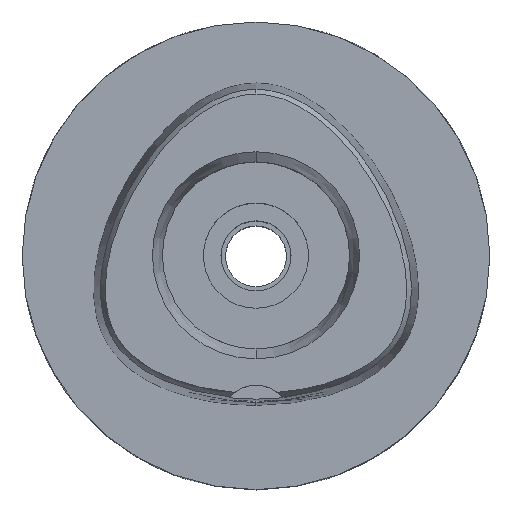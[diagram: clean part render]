
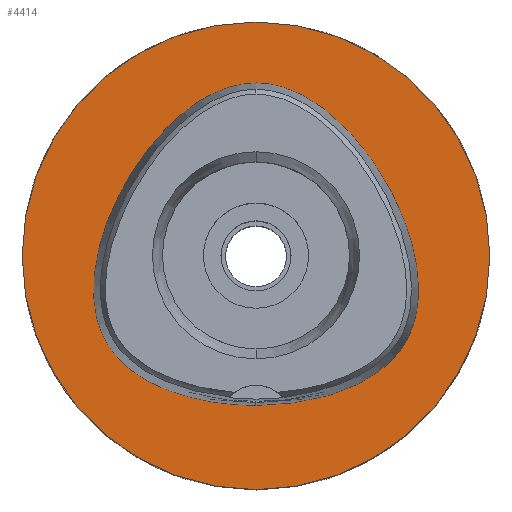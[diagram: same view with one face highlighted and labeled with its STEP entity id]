
A CAD part, top view. The second image highlights one B-rep face of the part: STEP entity #4414.
In plain terms, the highlighted planar face has unit normal (0, 0, 1).
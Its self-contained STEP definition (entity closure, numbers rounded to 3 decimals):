
#134 = PLANE ( 'NONE',  #2662 ) ;
#277 = CARTESIAN_POINT ( 'NONE',  ( 27.537, -1.766, 0. ) ) ;
#285 = CARTESIAN_POINT ( 'NONE',  ( 0., 29.575, 0. ) ) ;
#305 = CARTESIAN_POINT ( 'NONE',  ( 27.855, -5.338, 0. ) ) ;
#358 = CARTESIAN_POINT ( 'NONE',  ( 26.349, -13.395, 0. ) ) ;
#636 = CARTESIAN_POINT ( 'NONE',  ( -26.349, -13.395, 0. ) ) ;
#660 = CARTESIAN_POINT ( 'NONE',  ( -27.684, -8.752, 0. ) ) ;
#686 = CARTESIAN_POINT ( 'NONE',  ( -11.74, -24.136, 0. ) ) ;
#694 = CARTESIAN_POINT ( 'NONE',  ( 6.262, 28.351, 0. ) ) ;
#1014 = EDGE_LOOP ( 'NONE', ( #1767, #4474 ) ) ;
#1032 = CARTESIAN_POINT ( 'NONE',  ( -13.218, 24.044, 0. ) ) ;
#1049 = VERTEX_POINT ( 'NONE', #3162 ) ;
#1080 = CARTESIAN_POINT ( 'NONE',  ( -21.421, -19.599, 0. ) ) ;
#1175 = CARTESIAN_POINT ( 'NONE',  ( 27.684, -8.752, 0. ) ) ;
#1204 = CARTESIAN_POINT ( 'NONE',  ( 23.433, -17.764, 0. ) ) ;
#1348 = FACE_BOUND ( 'NONE', #3772, .T. ) ;
#1371 = AXIS2_PLACEMENT_3D ( 'NONE', #1463, #3462, #1873 ) ;
#1381 = CARTESIAN_POINT ( 'NONE',  ( -9.305, 26.792, 0. ) ) ;
#1463 = CARTESIAN_POINT ( 'NONE',  ( 0., 0., 0. ) ) ;
#1478 = CARTESIAN_POINT ( 'NONE',  ( 0., -25.575, 0. ) ) ;
#1482 = CARTESIAN_POINT ( 'NONE',  ( 13.218, 24.044, 0. ) ) ;
#1500 = AXIS2_PLACEMENT_3D ( 'NONE', #1848, #5076, #2008 ) ;
#1510 = CARTESIAN_POINT ( 'NONE',  ( 26.772, 1.9, 0. ) ) ;
#1539 = CARTESIAN_POINT ( 'NONE',  ( 15.298, -22.965, 0. ) ) ;
#1559 = CARTESIAN_POINT ( 'NONE',  ( 0., -40., 0. ) ) ;
#1612 = B_SPLINE_CURVE_WITH_KNOTS ( 'NONE', 3,
 ( #2372, #5127, #5097, #2723, #1539, #2261, #3171, #1204, #2749, #1870, #358, #4362, #1175, #305, #277, #1510, #3087, #3457, #5042, #1482, #4651, #694, #2292, #3869, #4334 ),
 .UNSPECIFIED., .F., .F.,
 ( 4, 1, 1, 1, 1, 1, 1, 1, 1, 1, 1, 1, 1, 1, 1, 1, 1, 1, 1, 1, 1, 1, 4 ),
 ( 0., 0.083, 0.125, 0.167, 0.208, 0.25, 0.292, 0.313, 0.333, 0.354, 0.375, 0.417, 0.458, 0.5, 0.542, 0.583, 0.667, 0.75, 0.833, 0.875, 0.917, 0.958, 1. ),
 .UNSPECIFIED. ) ;
#1767 = ORIENTED_EDGE ( 'NONE', *, *, #3830, .F. ) ;
#1790 = ORIENTED_EDGE ( 'NONE', *, *, #3039, .F. ) ;
#1848 = CARTESIAN_POINT ( 'NONE',  ( 0., 0., 0. ) ) ;
#1870 = CARTESIAN_POINT ( 'NONE',  ( 25.638, -14.802, 0. ) ) ;
#1873 = DIRECTION ( 'NONE',  ( 0., -1., 0. ) ) ;
#1916 = CARTESIAN_POINT ( 'NONE',  ( -2.677, -25.575, 0. ) ) ;
#2008 = DIRECTION ( 'NONE',  ( 0., 1., 0. ) ) ;
#2047 = B_SPLINE_CURVE_WITH_KNOTS ( 'NONE', 3,
 ( #2643, #3734, #4219, #3393, #1381, #1032, #2950, #4567, #2592, #4171, #4985, #2619, #660, #4197, #636, #2230, #3812, #2337, #1080, #2665, #3079, #686, #3950, #1916, #3506 ),
 .UNSPECIFIED., .F., .F.,
 ( 4, 1, 1, 1, 1, 1, 1, 1, 1, 1, 1, 1, 1, 1, 1, 1, 1, 1, 1, 1, 1, 1, 4 ),
 ( 0., 0.042, 0.083, 0.125, 0.167, 0.25, 0.333, 0.417, 0.458, 0.5, 0.542, 0.583, 0.625, 0.646, 0.667, 0.688, 0.708, 0.75, 0.792, 0.833, 0.875, 0.917, 1. ),
 .UNSPECIFIED. ) ;
#2157 = EDGE_CURVE ( 'NONE', #3044, #1049, #3765, .T. ) ;
#2230 = CARTESIAN_POINT ( 'NONE',  ( -25.638, -14.802, 0. ) ) ;
#2261 = CARTESIAN_POINT ( 'NONE',  ( 18.55, -21.454, 0. ) ) ;
#2292 = CARTESIAN_POINT ( 'NONE',  ( 3.149, 29.34, 0. ) ) ;
#2334 = CIRCLE ( 'NONE', #1500, 40. ) ;
#2337 = CARTESIAN_POINT ( 'NONE',  ( -23.433, -17.764, 0. ) ) ;
#2372 = CARTESIAN_POINT ( 'NONE',  ( 0., -25.575, 0. ) ) ;
#2482 = VERTEX_POINT ( 'NONE', #285 ) ;
#2592 = CARTESIAN_POINT ( 'NONE',  ( -25.209, 6.827, 0. ) ) ;
#2619 = CARTESIAN_POINT ( 'NONE',  ( -27.855, -5.338, 0. ) ) ;
#2643 = CARTESIAN_POINT ( 'NONE',  ( 0., 29.575, 0. ) ) ;
#2662 = AXIS2_PLACEMENT_3D ( 'NONE', #3729, #4903, #3266 ) ;
#2665 = CARTESIAN_POINT ( 'NONE',  ( -18.55, -21.454, 0. ) ) ;
#2723 = CARTESIAN_POINT ( 'NONE',  ( 11.74, -24.136, 0. ) ) ;
#2749 = CARTESIAN_POINT ( 'NONE',  ( 24.775, -16.122, 0. ) ) ;
#2950 = CARTESIAN_POINT ( 'NONE',  ( -17.753, 19.522, 0. ) ) ;
#3039 = EDGE_CURVE ( 'NONE', #2482, #3149, #2047, .T. ) ;
#3044 = VERTEX_POINT ( 'NONE', #1559 ) ;
#3079 = CARTESIAN_POINT ( 'NONE',  ( -15.298, -22.965, 0. ) ) ;
#3087 = CARTESIAN_POINT ( 'NONE',  ( 25.209, 6.827, 0. ) ) ;
#3149 = VERTEX_POINT ( 'NONE', #1478 ) ;
#3162 = CARTESIAN_POINT ( 'NONE',  ( 0., 40., 0. ) ) ;
#3171 = CARTESIAN_POINT ( 'NONE',  ( 21.421, -19.599, 0. ) ) ;
#3266 = DIRECTION ( 'NONE',  ( 0., -1., 0. ) ) ;
#3316 = EDGE_CURVE ( 'NONE', #3149, #2482, #1612, .T. ) ;
#3393 = CARTESIAN_POINT ( 'NONE',  ( -6.262, 28.351, 0. ) ) ;
#3457 = CARTESIAN_POINT ( 'NONE',  ( 22.339, 12.897, 0. ) ) ;
#3462 = DIRECTION ( 'NONE',  ( 0., 0., -1. ) ) ;
#3506 = CARTESIAN_POINT ( 'NONE',  ( 0., -25.575, 0. ) ) ;
#3658 = FACE_OUTER_BOUND ( 'NONE', #1014, .T. ) ;
#3729 = CARTESIAN_POINT ( 'NONE',  ( 0., 0., 0. ) ) ;
#3734 = CARTESIAN_POINT ( 'NONE',  ( -1.05, 29.575, 0. ) ) ;
#3765 = CIRCLE ( 'NONE', #1371, 40. ) ;
#3772 = EDGE_LOOP ( 'NONE', ( #1790, #3962 ) ) ;
#3812 = CARTESIAN_POINT ( 'NONE',  ( -24.775, -16.122, 0. ) ) ;
#3830 = EDGE_CURVE ( 'NONE', #1049, #3044, #2334, .T. ) ;
#3869 = CARTESIAN_POINT ( 'NONE',  ( 1.05, 29.575, 0. ) ) ;
#3950 = CARTESIAN_POINT ( 'NONE',  ( -6.692, -25.245, 0. ) ) ;
#3962 = ORIENTED_EDGE ( 'NONE', *, *, #3316, .F. ) ;
#4171 = CARTESIAN_POINT ( 'NONE',  ( -26.772, 1.9, 0. ) ) ;
#4197 = CARTESIAN_POINT ( 'NONE',  ( -27.101, -11.411, 0. ) ) ;
#4219 = CARTESIAN_POINT ( 'NONE',  ( -3.149, 29.34, 0. ) ) ;
#4334 = CARTESIAN_POINT ( 'NONE',  ( 0., 29.575, 0. ) ) ;
#4362 = CARTESIAN_POINT ( 'NONE',  ( 27.101, -11.411, 0. ) ) ;
#4414 = ADVANCED_FACE ( 'NONE', ( #3658, #1348 ), #134, .F. ) ;
#4474 = ORIENTED_EDGE ( 'NONE', *, *, #2157, .F. ) ;
#4567 = CARTESIAN_POINT ( 'NONE',  ( -22.339, 12.897, 0. ) ) ;
#4651 = CARTESIAN_POINT ( 'NONE',  ( 9.305, 26.792, 0. ) ) ;
#4903 = DIRECTION ( 'NONE',  ( 0., 0., -1. ) ) ;
#4985 = CARTESIAN_POINT ( 'NONE',  ( -27.537, -1.766, 0. ) ) ;
#5042 = CARTESIAN_POINT ( 'NONE',  ( 17.753, 19.522, 0. ) ) ;
#5076 = DIRECTION ( 'NONE',  ( 0., 0., -1. ) ) ;
#5097 = CARTESIAN_POINT ( 'NONE',  ( 6.692, -25.245, 0. ) ) ;
#5127 = CARTESIAN_POINT ( 'NONE',  ( 2.677, -25.575, 0. ) ) ;
